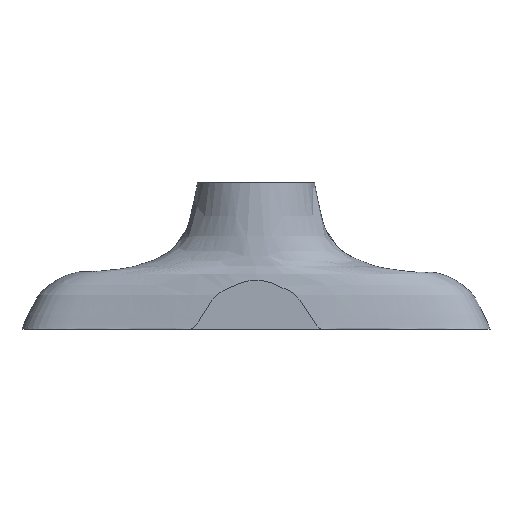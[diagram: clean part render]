
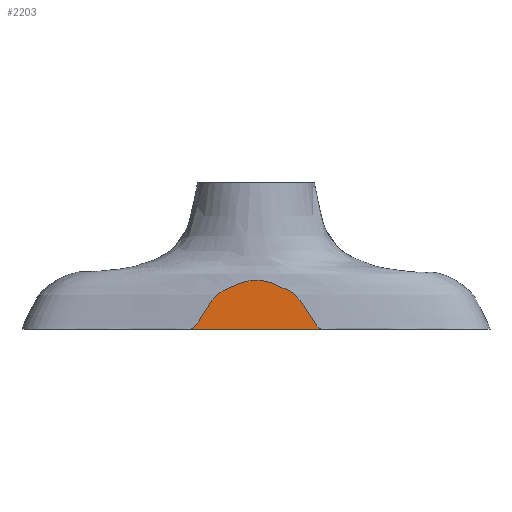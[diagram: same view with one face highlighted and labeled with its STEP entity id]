
A CAD part, front view. The second image highlights one B-rep face of the part: STEP entity #2203.
In plain terms, the highlighted planar face has unit normal (0, -1, 0).
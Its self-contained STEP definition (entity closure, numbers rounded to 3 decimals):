
#171 = CARTESIAN_POINT ( 'NONE',  ( 2.107, -11.15, 8.063 ) ) ;
#213 = CARTESIAN_POINT ( 'NONE',  ( -0.292, -11.15, 8.375 ) ) ;
#259 = CARTESIAN_POINT ( 'NONE',  ( 9.179, -11.15, 2.308 ) ) ;
#321 = ORIENTED_EDGE ( 'NONE', *, *, #1542, .F. ) ;
#333 = CARTESIAN_POINT ( 'NONE',  ( 11.107, -11.15, 0. ) ) ;
#475 = CARTESIAN_POINT ( 'NONE',  ( -9.48, -11.15, 1.799 ) ) ;
#496 = CARTESIAN_POINT ( 'NONE',  ( -5.825, -11.15, 6.445 ) ) ;
#516 = CARTESIAN_POINT ( 'NONE',  ( -2.37, -11.15, 7.998 ) ) ;
#536 = CARTESIAN_POINT ( 'NONE',  ( -8.532, -11.15, 3.386 ) ) ;
#556 = CARTESIAN_POINT ( 'NONE',  ( -2.936, -11.15, 7.793 ) ) ;
#577 = CARTESIAN_POINT ( 'NONE',  ( 10.584, -11.15, 0.315 ) ) ;
#673 = CARTESIAN_POINT ( 'NONE',  ( 40., -11.15, 25.004 ) ) ;
#825 = ORIENTED_EDGE ( 'NONE', *, *, #2885, .F. ) ;
#837 = CARTESIAN_POINT ( 'NONE',  ( 6.527, -11.15, 6.029 ) ) ;
#859 = CARTESIAN_POINT ( 'NONE',  ( -10.175, -11.15, 0.78 ) ) ;
#873 = LINE ( 'NONE', #4334, #3411 ) ;
#921 = CARTESIAN_POINT ( 'NONE',  ( -11.029, -11.15, 0.012 ) ) ;
#1018 = CARTESIAN_POINT ( 'NONE',  ( -11.107, -11.15, 0. ) ) ;
#1180 = DIRECTION ( 'NONE',  ( -1., 0., 0. ) ) ;
#1187 = CARTESIAN_POINT ( 'NONE',  ( 3.259, -11.15, 7.656 ) ) ;
#1211 = CARTESIAN_POINT ( 'NONE',  ( -7.147, -11.15, 5.417 ) ) ;
#1231 = CARTESIAN_POINT ( 'NONE',  ( 2.4, -11.15, 7.973 ) ) ;
#1272 = CARTESIAN_POINT ( 'NONE',  ( -6.946, -11.15, 5.649 ) ) ;
#1402 = VERTEX_POINT ( 'NONE', #3951 ) ;
#1526 = CARTESIAN_POINT ( 'NONE',  ( -8.216, -11.15, 3.915 ) ) ;
#1542 = EDGE_CURVE ( 'NONE', #2215, #1402, #4036, .T. ) ;
#1570 = CARTESIAN_POINT ( 'NONE',  ( -10.956, -11.15, 0.044 ) ) ;
#1612 = CARTESIAN_POINT ( 'NONE',  ( 0.625, -11.15, 8.373 ) ) ;
#1634 = CARTESIAN_POINT ( 'NONE',  ( 6.973, -11.15, 5.606 ) ) ;
#1707 = CARTESIAN_POINT ( 'NONE',  ( 7.554, -11.15, 4.896 ) ) ;
#1733 = CARTESIAN_POINT ( 'NONE',  ( 10.48, -11.15, 0.425 ) ) ;
#1897 = CARTESIAN_POINT ( 'NONE',  ( 5.467, -11.15, 6.618 ) ) ;
#1917 = CARTESIAN_POINT ( 'NONE',  ( -0.6, -11.15, 8.353 ) ) ;
#1940 = CARTESIAN_POINT ( 'NONE',  ( -5.689, -11.15, 6.512 ) ) ;
#2008 = CARTESIAN_POINT ( 'NONE',  ( 10.004, -11.15, 1.021 ) ) ;
#2083 = CARTESIAN_POINT ( 'NONE',  ( 8.235, -11.15, 3.882 ) ) ;
#2162 = AXIS2_PLACEMENT_3D ( 'NONE', #673, #2352, #3801 ) ;
#2203 = ADVANCED_FACE ( 'NONE', ( #4444 ), #4149, .T. ) ;
#2215 = VERTEX_POINT ( 'NONE', #1018 ) ;
#2267 = CARTESIAN_POINT ( 'NONE',  ( -4.597, -11.15, 7.044 ) ) ;
#2329 = CARTESIAN_POINT ( 'NONE',  ( 10.182, -11.15, 0.771 ) ) ;
#2352 = DIRECTION ( 'NONE',  ( 0., -1., 0. ) ) ;
#2593 = CARTESIAN_POINT ( 'NONE',  ( 5.746, -11.15, 6.491 ) ) ;
#2635 = CARTESIAN_POINT ( 'NONE',  ( 2.976, -11.15, 7.769 ) ) ;
#2656 = CARTESIAN_POINT ( 'NONE',  ( -4.051, -11.15, 7.316 ) ) ;
#2681 = CARTESIAN_POINT ( 'NONE',  ( -5.415, -11.15, 6.644 ) ) ;
#2703 = CARTESIAN_POINT ( 'NONE',  ( 7.273, -11.15, 5.257 ) ) ;
#2800 = CARTESIAN_POINT ( 'NONE',  ( 9.491, -11.15, 1.782 ) ) ;
#2885 = EDGE_CURVE ( 'NONE', #1402, #2215, #873, .T. ) ;
#2945 = CARTESIAN_POINT ( 'NONE',  ( 1.224, -11.15, 8.286 ) ) ;
#2989 = CARTESIAN_POINT ( 'NONE',  ( -10.476, -11.15, 0.43 ) ) ;
#3009 = CARTESIAN_POINT ( 'NONE',  ( -6.483, -11.15, 6.063 ) ) ;
#3031 = CARTESIAN_POINT ( 'NONE',  ( 4.645, -11.15, 7.02 ) ) ;
#3078 = CARTESIAN_POINT ( 'NONE',  ( 10.957, -11.15, 0.044 ) ) ;
#3128 = CARTESIAN_POINT ( 'NONE',  ( 8.549, -11.15, 3.357 ) ) ;
#3152 = CARTESIAN_POINT ( 'NONE',  ( 11.029, -11.15, 0.012 ) ) ;
#3257 = EDGE_LOOP ( 'NONE', ( #825, #321 ) ) ;
#3290 = CARTESIAN_POINT ( 'NONE',  ( 6.277, -11.15, 6.199 ) ) ;
#3309 = CARTESIAN_POINT ( 'NONE',  ( 6.865, -11.15, 5.718 ) ) ;
#3350 = CARTESIAN_POINT ( 'NONE',  ( -9.166, -11.15, 2.329 ) ) ;
#3370 = CARTESIAN_POINT ( 'NONE',  ( -1.201, -11.15, 8.274 ) ) ;
#3411 = VECTOR ( 'NONE', #1180, 1000. ) ;
#3651 = CARTESIAN_POINT ( 'NONE',  ( -10.759, -11.15, 0.168 ) ) ;
#3670 = CARTESIAN_POINT ( 'NONE',  ( -7.703, -11.15, 4.683 ) ) ;
#3691 = CARTESIAN_POINT ( 'NONE',  ( -10.822, -11.15, 0.121 ) ) ;
#3801 = DIRECTION ( 'NONE',  ( 0., 0., -1. ) ) ;
#3827 = CARTESIAN_POINT ( 'NONE',  ( 7.729, -11.15, 4.645 ) ) ;
#3951 = CARTESIAN_POINT ( 'NONE',  ( 11.107, -11.15, 0. ) ) ;
#3993 = CARTESIAN_POINT ( 'NONE',  ( 4.099, -11.15, 7.293 ) ) ;
#4014 = CARTESIAN_POINT ( 'NONE',  ( -10.581, -11.15, 0.318 ) ) ;
#4035 = CARTESIAN_POINT ( 'NONE',  ( -1.496, -11.15, 8.217 ) ) ;
#4036 = B_SPLINE_CURVE_WITH_KNOTS ( 'NONE', 3,
 ( #4361, #921, #1570, #3691, #3651, #4014, #2989, #859, #4057, #475, #3350, #536, #1526, #3670, #4340, #1211, #1272, #3009, #4403, #496, #1940, #2681, #4077, #2267, #2656, #556, #516, #4035, #3370, #1917, #213, #1612, #2945, #171, #1231, #2635, #1187, #3993, #3031, #1897, #2593, #3290, #837, #3309, #1634, #4468, #2703, #1707, #3827, #2083, #3128, #259, #2800, #2008, #2329, #1733, #577, #4517, #4173, #3078, #3152, #333 ),
 .UNSPECIFIED., .F., .F.,
 ( 4, 2, 2, 2, 2, 2, 2, 2, 2, 2, 2, 2, 2, 2, 2, 2, 2, 2, 2, 2, 2, 2, 2, 2, 2, 2, 2, 2, 2, 2, 4 ),
 ( 0., 0., 0., 0.001, 0.002, 0.004, 0.006, 0.007, 0.008, 0.008, 0.009, 0.009, 0.011, 0.013, 0.014, 0.015, 0.017, 0.018, 0.019, 0.021, 0.022, 0.023, 0.023, 0.023, 0.024, 0.026, 0.028, 0.029, 0.03, 0.03, 0.03 ),
 .UNSPECIFIED. ) ;
#4057 = CARTESIAN_POINT ( 'NONE',  ( -9.996, -11.15, 1.032 ) ) ;
#4077 = CARTESIAN_POINT ( 'NONE',  ( -5.278, -11.15, 6.71 ) ) ;
#4149 = PLANE ( 'NONE',  #2162 ) ;
#4173 = CARTESIAN_POINT ( 'NONE',  ( 10.823, -11.15, 0.12 ) ) ;
#4334 = CARTESIAN_POINT ( 'NONE',  ( 40., -11.15, 0. ) ) ;
#4340 = CARTESIAN_POINT ( 'NONE',  ( -7.526, -11.15, 4.935 ) ) ;
#4361 = CARTESIAN_POINT ( 'NONE',  ( -11.107, -11.15, 0. ) ) ;
#4403 = CARTESIAN_POINT ( 'NONE',  ( -6.226, -11.15, 6.23 ) ) ;
#4444 = FACE_OUTER_BOUND ( 'NONE', #3257, .T. ) ;
#4468 = CARTESIAN_POINT ( 'NONE',  ( 7.177, -11.15, 5.376 ) ) ;
#4517 = CARTESIAN_POINT ( 'NONE',  ( 10.761, -11.15, 0.167 ) ) ;
